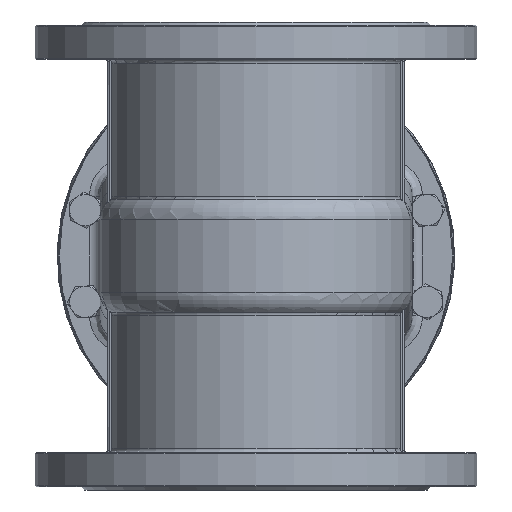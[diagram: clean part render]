
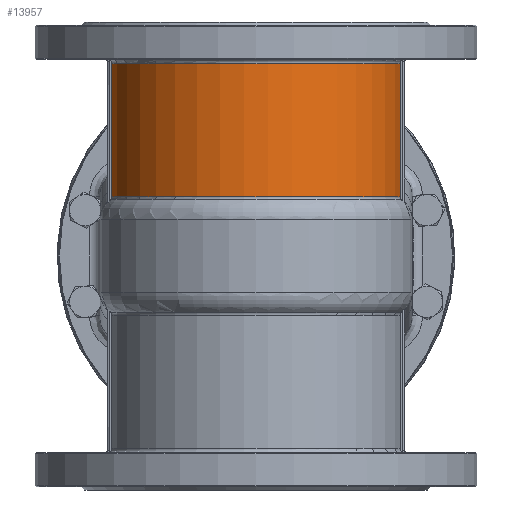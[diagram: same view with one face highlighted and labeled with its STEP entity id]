
A CAD part, front view. The second image highlights one B-rep face of the part: STEP entity #13957.
In plain terms, the highlighted cylindrical face has radius 140 mm (diameter 280 mm), a partial arc.
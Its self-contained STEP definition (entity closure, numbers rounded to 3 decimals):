
#1436=CYLINDRICAL_SURFACE('',#15398,140.);
#1964=FACE_OUTER_BOUND('',#2874,.T.);
#2874=EDGE_LOOP('',(#11109,#11110,#11111,#11112));
#3783=LINE('',#24549,#4536);
#3797=LINE('',#25124,#4550);
#4536=VECTOR('',#18171,10.);
#4550=VECTOR('',#18287,10.);
#5170=CIRCLE('',#15322,140.);
#5183=CIRCLE('',#15340,140.);
#6220=VERTEX_POINT('',#24535);
#6221=VERTEX_POINT('',#24548);
#6252=VERTEX_POINT('',#24818);
#6265=VERTEX_POINT('',#25105);
#7851=EDGE_CURVE('',#6221,#6220,#3783,.T.);
#7900=EDGE_CURVE('',#6220,#6252,#5170,.T.);
#7924=EDGE_CURVE('',#6265,#6221,#5183,.T.);
#7926=EDGE_CURVE('',#6265,#6252,#3797,.T.);
#11109=ORIENTED_EDGE('',*,*,#7900,.T.);
#11110=ORIENTED_EDGE('',*,*,#7926,.F.);
#11111=ORIENTED_EDGE('',*,*,#7924,.T.);
#11112=ORIENTED_EDGE('',*,*,#7851,.T.);
#13957=ADVANCED_FACE('',(#1964),#1436,.T.);
#15322=AXIS2_PLACEMENT_3D('',#24831,#18246,#18247);
#15340=AXIS2_PLACEMENT_3D('',#25106,#18283,#18284);
#15398=AXIS2_PLACEMENT_3D('',#25227,#18411,#18412);
#18171=DIRECTION('',(0.,0.,-1.));
#18246=DIRECTION('center_axis',(0.,0.,1.));
#18247=DIRECTION('ref_axis',(0.,-1.,0.));
#18283=DIRECTION('center_axis',(0.,0.,-1.));
#18284=DIRECTION('ref_axis',(0.,-1.,0.));
#18287=DIRECTION('',(0.,0.,-1.));
#18411=DIRECTION('center_axis',(0.,0.,1.));
#18412=DIRECTION('ref_axis',(1.,0.,0.));
#24535=CARTESIAN_POINT('',(-138.564,-20.,281.909));
#24548=CARTESIAN_POINT('',(-138.564,-20.,410.));
#24549=CARTESIAN_POINT('',(-138.564,-20.,414.));
#24818=CARTESIAN_POINT('',(138.564,-20.,281.909));
#24831=CARTESIAN_POINT('Origin',(0.,0.,281.909));
#25105=CARTESIAN_POINT('',(138.564,-20.,410.));
#25106=CARTESIAN_POINT('Origin',(0.,0.,410.));
#25124=CARTESIAN_POINT('',(138.564,-20.,414.));
#25227=CARTESIAN_POINT('Origin',(0.,0.,414.));
